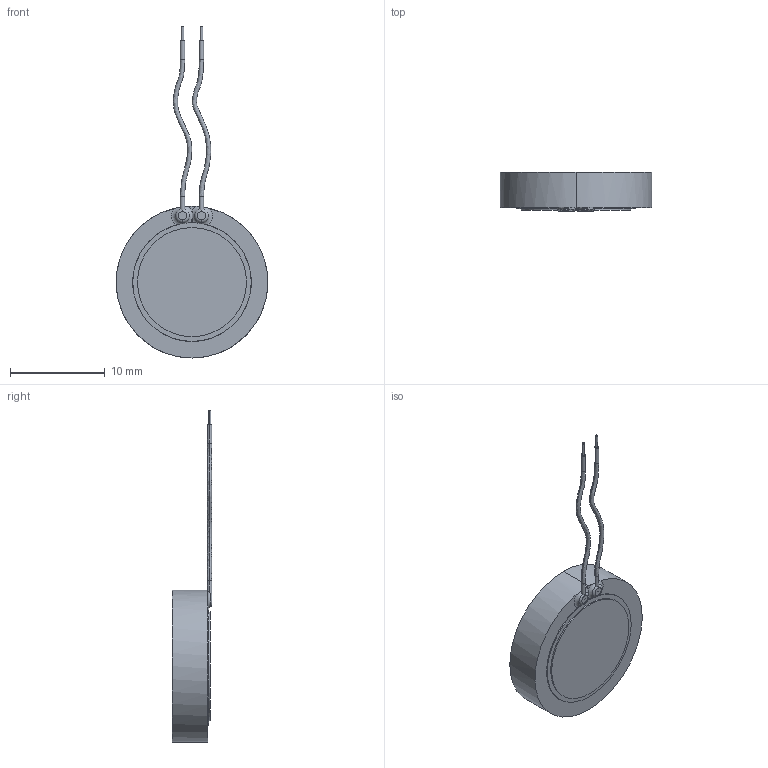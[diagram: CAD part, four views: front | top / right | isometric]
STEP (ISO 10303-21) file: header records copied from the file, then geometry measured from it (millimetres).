
FILE_DESCRIPTION(/* description */ ('Alibre Inc.'),/* implementation_level */ '2;1');
FILE_NAME(/* name */ 'export0',/* time_stamp */ '2017-12-04T19:38:23-06:00',/* author */ (''),/* organization */ (''),/* preprocessor_version */ 'ST-DEVELOPER v14',/* originating_system */ 'Alibre',/* authorisation */ '');
FILE_SCHEMA (('AUTOMOTIVE_DESIGN'));
Length unit declared in the file: millimetre
Products named in the file (7): SP-1605
Bounding box: 16 x 4.2 x 35 mm (x, y, z)
Volume: 754.7 mm3; surface area: 927.1 mm2
Topology: 6 solids, 6 shells, 75 faces, 150 edges, 96 vertices
Faces by surface type: cylinder 37, plane 26, torus 8, bspline 4
Entity records: 2892 total; most frequent: CARTESIAN_POINT 1104, DIRECTION 383, ORIENTED_EDGE 300, AXIS2_PLACEMENT_3D 191, EDGE_CURVE 150, CIRCLE 102, VERTEX_POINT 96, EDGE_LOOP 84
